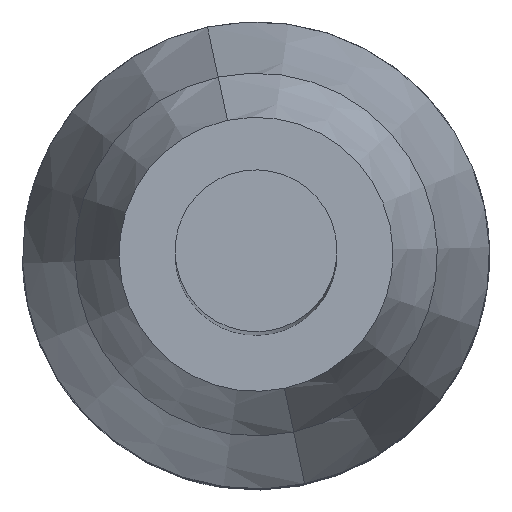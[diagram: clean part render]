
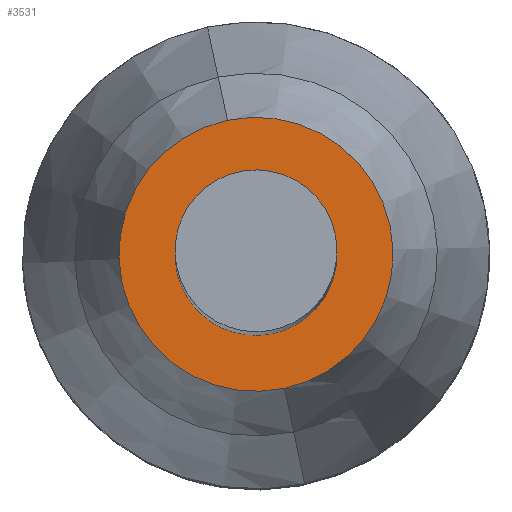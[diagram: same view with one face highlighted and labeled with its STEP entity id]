
A CAD part, top view. The second image highlights one B-rep face of the part: STEP entity #3531.
In plain terms, the highlighted planar face has unit normal (0, 0, 1).
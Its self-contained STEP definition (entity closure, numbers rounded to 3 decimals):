
#3458=AXIS2_PLACEMENT_3D('Circle Axis2P3D',#3456,#3457,$) ;
#3477=AXIS2_PLACEMENT_3D('Circle Axis2P3D',#3475,#3476,$) ;
#3505=AXIS2_PLACEMENT_3D('Plane Axis2P3D',#3502,#3503,#3504) ;
#3509=AXIS2_PLACEMENT_3D('Circle Axis2P3D',#3507,#3508,$) ;
#3518=AXIS2_PLACEMENT_3D('Circle Axis2P3D',#3516,#3517,$) ;
#3437=CARTESIAN_POINT('Vertex',(5.319,8.916,50.5)) ;
#3444=CARTESIAN_POINT('Vertex',(9.681,6.084,50.5)) ;
#3448=CARTESIAN_POINT('Control Point',(10.043,8.041,50.5)) ;
#3449=CARTESIAN_POINT('Control Point',(10.149,7.541,50.5)) ;
#3450=CARTESIAN_POINT('Control Point',(10.125,7.014,50.5)) ;
#3451=CARTESIAN_POINT('Control Point',(9.959,6.512,50.5)) ;
#3452=CARTESIAN_POINT('Control Point',(9.681,6.084,50.5)) ;
#3453=CARTESIAN_POINT('Vertex',(10.043,8.041,50.5)) ;
#3456=CARTESIAN_POINT('Axis2P3D Location',(7.5,7.5,50.5)) ;
#3475=CARTESIAN_POINT('Axis2P3D Location',(7.5,7.5,50.5)) ;
#3479=CARTESIAN_POINT('Vertex',(4.957,6.959,50.5)) ;
#3483=CARTESIAN_POINT('Control Point',(9.681,6.084,50.5)) ;
#3484=CARTESIAN_POINT('Control Point',(9.347,5.57,50.5)) ;
#3485=CARTESIAN_POINT('Control Point',(8.862,5.155,50.5)) ;
#3486=CARTESIAN_POINT('Control Point',(8.264,4.898,50.5)) ;
#3487=CARTESIAN_POINT('Control Point',(6.993,4.766,50.5)) ;
#3488=CARTESIAN_POINT('Control Point',(5.854,5.344,50.5)) ;
#3489=CARTESIAN_POINT('Control Point',(5.388,5.798,50.5)) ;
#3490=CARTESIAN_POINT('Control Point',(5.084,6.36,50.5)) ;
#3491=CARTESIAN_POINT('Control Point',(4.957,6.959,50.5)) ;
#3502=CARTESIAN_POINT('Axis2P3D Location',(11.228,13.241,50.5)) ;
#3507=CARTESIAN_POINT('Axis2P3D Location',(7.5,7.5,50.5)) ;
#3511=CARTESIAN_POINT('Vertex',(6.585,11.804,50.5)) ;
#3513=CARTESIAN_POINT('Vertex',(8.415,3.196,50.5)) ;
#3516=CARTESIAN_POINT('Axis2P3D Location',(7.5,7.5,50.5)) ;
#3457=DIRECTION('Axis2P3D Direction',(-0.,0.,-1.)) ;
#3476=DIRECTION('Axis2P3D Direction',(-0.,0.,-1.)) ;
#3503=DIRECTION('Axis2P3D Direction',(0.,0.,1.)) ;
#3504=DIRECTION('Axis2P3D XDirection',(-0.978,-0.208,0.)) ;
#3508=DIRECTION('Axis2P3D Direction',(0.,0.,1.)) ;
#3517=DIRECTION('Axis2P3D Direction',(0.,0.,1.)) ;
#3522=ORIENTED_EDGE('',*,*,#3515,.T.) ;
#3523=ORIENTED_EDGE('',*,*,#3520,.T.) ;
#3526=ORIENTED_EDGE('',*,*,#3481,.T.) ;
#3527=ORIENTED_EDGE('',*,*,#3460,.T.) ;
#3528=ORIENTED_EDGE('',*,*,#3455,.T.) ;
#3529=ORIENTED_EDGE('',*,*,#3492,.T.) ;
#3530=FACE_BOUND('',#3525,.T.) ;
#3531=ADVANCED_FACE('Hauptkoerper',(#3524,#3530),#3506,.T.) ;
#3447=B_SPLINE_CURVE_WITH_KNOTS('',4,(#3448,#3449,#3450,#3451,#3452),.UNSPECIFIED.,.F.,.U.,(5,5),(-1.021,1.021),.UNSPECIFIED.) ;
#3482=B_SPLINE_CURVE_WITH_KNOTS('',5,(#3483,#3484,#3485,#3486,#3487,#3488,#3489,#3490,#3491),.UNSPECIFIED.,.F.,.U.,(6,3,6),(-3.063,0.,3.063),.UNSPECIFIED.) ;
#3459=CIRCLE('generated circle',#3458,2.6) ;
#3478=CIRCLE('generated circle',#3477,2.6) ;
#3510=CIRCLE('generated circle',#3509,4.4) ;
#3519=CIRCLE('generated circle',#3518,4.4) ;
#3455=EDGE_CURVE('',#3454,#3445,#3447,.T.) ;
#3460=EDGE_CURVE('',#3438,#3454,#3459,.T.) ;
#3481=EDGE_CURVE('',#3480,#3438,#3478,.T.) ;
#3492=EDGE_CURVE('',#3445,#3480,#3482,.T.) ;
#3515=EDGE_CURVE('',#3512,#3514,#3510,.T.) ;
#3520=EDGE_CURVE('',#3514,#3512,#3519,.T.) ;
#3521=EDGE_LOOP('',(#3522,#3523)) ;
#3525=EDGE_LOOP('',(#3526,#3527,#3528,#3529)) ;
#3524=FACE_OUTER_BOUND('',#3521,.T.) ;
#3506=PLANE('',#3505) ;
#3438=VERTEX_POINT('',#3437) ;
#3445=VERTEX_POINT('',#3444) ;
#3454=VERTEX_POINT('',#3453) ;
#3480=VERTEX_POINT('',#3479) ;
#3512=VERTEX_POINT('',#3511) ;
#3514=VERTEX_POINT('',#3513) ;
